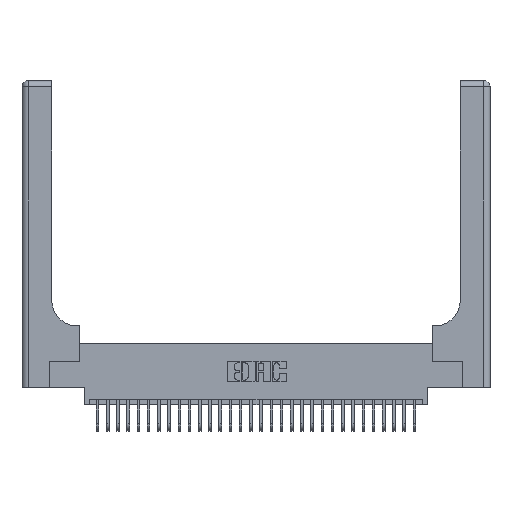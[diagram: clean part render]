
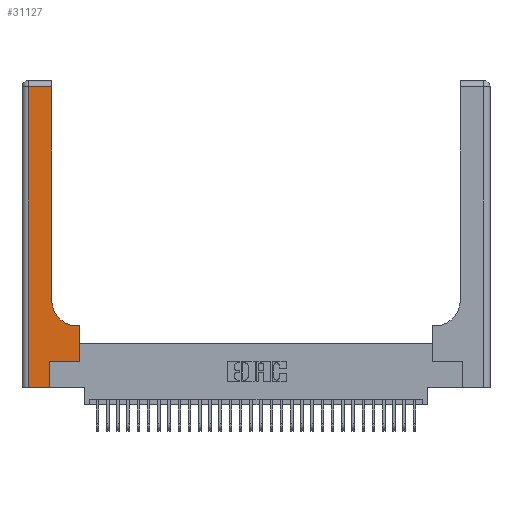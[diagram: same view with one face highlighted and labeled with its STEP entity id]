
A CAD part, top view. The second image highlights one B-rep face of the part: STEP entity #31127.
In plain terms, the highlighted planar face has unit normal (0, 0, 1).
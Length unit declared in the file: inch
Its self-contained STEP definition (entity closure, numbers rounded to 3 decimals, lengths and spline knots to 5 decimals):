
#796 = ORIENTED_EDGE ( 'NONE', *, *, #12287, .T. ) ;
#884 = EDGE_CURVE ( 'NONE', #6147, #992, #31181, .T. ) ;
#992 = VERTEX_POINT ( 'NONE', #19584 ) ;
#2040 = DIRECTION ( 'NONE',  ( -1., 0., 0. ) ) ;
#2362 = CIRCLE ( 'NONE', #3031, 0.25 ) ;
#2411 = DIRECTION ( 'NONE',  ( 0., 0., -1. ) ) ;
#2464 = EDGE_CURVE ( 'NONE', #17817, #28092, #2362, .T. ) ;
#3031 = AXIS2_PLACEMENT_3D ( 'NONE', #7066, #27720, #10657 ) ;
#3702 = VECTOR ( 'NONE', #29212, 39.37008 ) ;
#5283 = CARTESIAN_POINT ( 'NONE',  ( 0.5415, 0.6, 0.37 ) ) ;
#5852 = VECTOR ( 'NONE', #25222, 39.37008 ) ;
#6147 = VERTEX_POINT ( 'NONE', #13347 ) ;
#7006 = DIRECTION ( 'NONE',  ( 0., -1., 0. ) ) ;
#7066 = CARTESIAN_POINT ( 'NONE',  ( 0.5415, 0.85, 0.37 ) ) ;
#7135 = EDGE_LOOP ( 'NONE', ( #27972, #19895, #7881, #31878, #17641, #796, #19006, #17760, #22431 ) ) ;
#7590 = DIRECTION ( 'NONE',  ( -1., 0., 0. ) ) ;
#7881 = ORIENTED_EDGE ( 'NONE', *, *, #26016, .T. ) ;
#8359 = LINE ( 'NONE', #14029, #28159 ) ;
#8939 = CARTESIAN_POINT ( 'NONE',  ( 0.269, 0.25, 0.37 ) ) ;
#9168 = DIRECTION ( 'NONE',  ( 1., 0., 0. ) ) ;
#9428 = EDGE_CURVE ( 'NONE', #28092, #32507, #11744, .T. ) ;
#10132 = PLANE ( 'NONE',  #12189 ) ;
#10371 = VECTOR ( 'NONE', #14023, 39.37008 ) ;
#10657 = DIRECTION ( 'NONE',  ( 1., 0., 0. ) ) ;
#10804 = VERTEX_POINT ( 'NONE', #28648 ) ;
#11549 = LINE ( 'NONE', #19836, #5852 ) ;
#11744 = LINE ( 'NONE', #31519, #17792 ) ;
#12189 = AXIS2_PLACEMENT_3D ( 'NONE', #25447, #2411, #17814 ) ;
#12287 = EDGE_CURVE ( 'NONE', #23477, #6147, #21638, .T. ) ;
#12919 = EDGE_CURVE ( 'NONE', #18048, #23477, #11549, .T. ) ;
#13347 = CARTESIAN_POINT ( 'NONE',  ( 0.5585, 0.25, 0.37 ) ) ;
#13409 = CARTESIAN_POINT ( 'NONE',  ( 0.06, 0., 0.37 ) ) ;
#13756 = CARTESIAN_POINT ( 'NONE',  ( 0.269, 0.25, 0.37 ) ) ;
#14023 = DIRECTION ( 'NONE',  ( 1., 0., 0. ) ) ;
#14029 = CARTESIAN_POINT ( 'NONE',  ( 0., 0., 0.37 ) ) ;
#14197 = LINE ( 'NONE', #32762, #26681 ) ;
#14540 = LINE ( 'NONE', #23023, #18162 ) ;
#16343 = LINE ( 'NONE', #17511, #29280 ) ;
#16600 = VERTEX_POINT ( 'NONE', #13409 ) ;
#17511 = CARTESIAN_POINT ( 'NONE',  ( 0.06, 3., 0.37 ) ) ;
#17641 = ORIENTED_EDGE ( 'NONE', *, *, #12919, .T. ) ;
#17760 = ORIENTED_EDGE ( 'NONE', *, *, #22603, .T. ) ;
#17792 = VECTOR ( 'NONE', #20998, 39.37008 ) ;
#17814 = DIRECTION ( 'NONE',  ( -1., 0., 0. ) ) ;
#17817 = VERTEX_POINT ( 'NONE', #5283 ) ;
#18048 = VERTEX_POINT ( 'NONE', #27647 ) ;
#18162 = VECTOR ( 'NONE', #7590, 39.37008 ) ;
#19006 = ORIENTED_EDGE ( 'NONE', *, *, #884, .T. ) ;
#19569 = FACE_OUTER_BOUND ( 'NONE', #7135, .T. ) ;
#19584 = CARTESIAN_POINT ( 'NONE',  ( 0.5585, 0.6, 0.37 ) ) ;
#19836 = CARTESIAN_POINT ( 'NONE',  ( 0.269, 0., 0.37 ) ) ;
#19895 = ORIENTED_EDGE ( 'NONE', *, *, #21678, .T. ) ;
#20064 = CARTESIAN_POINT ( 'NONE',  ( 0.2915, 2.94, 0.37 ) ) ;
#20998 = DIRECTION ( 'NONE',  ( 0., 1., 0. ) ) ;
#21638 = LINE ( 'NONE', #8939, #10371 ) ;
#21678 = EDGE_CURVE ( 'NONE', #32507, #10804, #14197, .T. ) ;
#22431 = ORIENTED_EDGE ( 'NONE', *, *, #2464, .T. ) ;
#22603 = EDGE_CURVE ( 'NONE', #992, #17817, #14540, .T. ) ;
#22753 = CARTESIAN_POINT ( 'NONE',  ( 0.2915, 0.85, 0.37 ) ) ;
#23023 = CARTESIAN_POINT ( 'NONE',  ( 0.2915, 0.6, 0.37 ) ) ;
#23477 = VERTEX_POINT ( 'NONE', #13756 ) ;
#24064 = CARTESIAN_POINT ( 'NONE',  ( 0.5585, 0.25, 0.37 ) ) ;
#25222 = DIRECTION ( 'NONE',  ( 0., 1., 0. ) ) ;
#25447 = CARTESIAN_POINT ( 'NONE',  ( 0., 3., 0.37 ) ) ;
#26016 = EDGE_CURVE ( 'NONE', #10804, #16600, #16343, .T. ) ;
#26681 = VECTOR ( 'NONE', #2040, 39.37008 ) ;
#27647 = CARTESIAN_POINT ( 'NONE',  ( 0.269, 0., 0.37 ) ) ;
#27720 = DIRECTION ( 'NONE',  ( 0., 0., -1. ) ) ;
#27972 = ORIENTED_EDGE ( 'NONE', *, *, #9428, .T. ) ;
#28092 = VERTEX_POINT ( 'NONE', #22753 ) ;
#28159 = VECTOR ( 'NONE', #9168, 39.37008 ) ;
#28648 = CARTESIAN_POINT ( 'NONE',  ( 0.06, 2.94, 0.37 ) ) ;
#29168 = EDGE_CURVE ( 'NONE', #16600, #18048, #8359, .T. ) ;
#29212 = DIRECTION ( 'NONE',  ( 0., 1., 0. ) ) ;
#29280 = VECTOR ( 'NONE', #7006, 39.37008 ) ;
#31127 = ADVANCED_FACE ( 'NONE', ( #19569 ), #10132, .F. ) ;
#31181 = LINE ( 'NONE', #24064, #3702 ) ;
#31519 = CARTESIAN_POINT ( 'NONE',  ( 0.2915, 3., 0.37 ) ) ;
#31878 = ORIENTED_EDGE ( 'NONE', *, *, #29168, .T. ) ;
#32507 = VERTEX_POINT ( 'NONE', #20064 ) ;
#32762 = CARTESIAN_POINT ( 'NONE',  ( 0., 2.94, 0.37 ) ) ;
